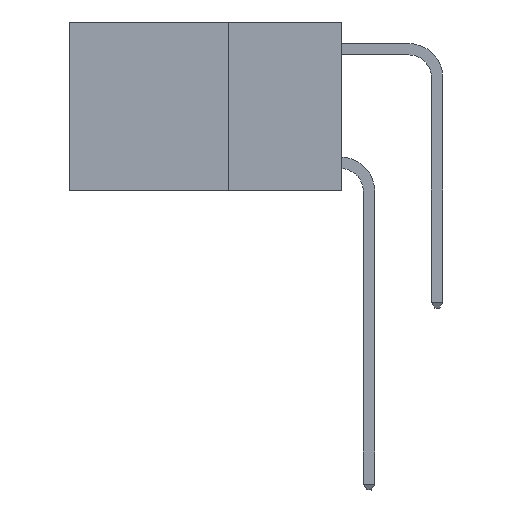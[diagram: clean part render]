
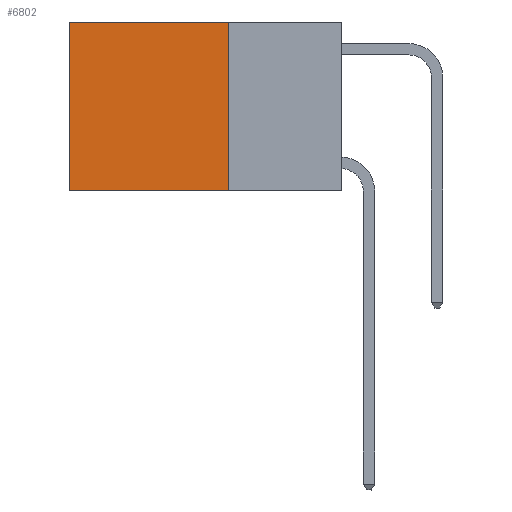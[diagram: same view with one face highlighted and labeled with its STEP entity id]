
A CAD part, left-side view. The second image highlights one B-rep face of the part: STEP entity #6802.
In plain terms, the highlighted planar face has unit normal (-1, 0, 0).
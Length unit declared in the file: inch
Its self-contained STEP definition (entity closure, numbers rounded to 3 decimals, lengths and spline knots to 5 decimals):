
#40 = CARTESIAN_POINT ( 'NONE',  ( 0.2625, 0.6, 0. ) ) ;
#517 = DIRECTION ( 'NONE',  ( 0., 1., 0. ) ) ;
#983 = VERTEX_POINT ( 'NONE', #22591 ) ;
#1803 = FACE_OUTER_BOUND ( 'NONE', #11820, .T. ) ;
#2392 = LINE ( 'NONE', #9981, #19432 ) ;
#2539 = VECTOR ( 'NONE', #23656, 39.37008 ) ;
#2911 = CARTESIAN_POINT ( 'NONE',  ( 0.2625, 0.6, 0. ) ) ;
#3406 = ORIENTED_EDGE ( 'NONE', *, *, #18141, .T. ) ;
#3540 = DIRECTION ( 'NONE',  ( 1., 0., 0. ) ) ;
#4029 = VERTEX_POINT ( 'NONE', #2911 ) ;
#4275 = LINE ( 'NONE', #17412, #23686 ) ;
#5677 = EDGE_CURVE ( 'NONE', #10379, #983, #18106, .T. ) ;
#6330 = VECTOR ( 'NONE', #7274, 39.37008 ) ;
#6802 = ADVANCED_FACE ( 'NONE', ( #1803 ), #7176, .F. ) ;
#7100 = CARTESIAN_POINT ( 'NONE',  ( 0.2625, 0.25, 0. ) ) ;
#7176 = PLANE ( 'NONE',  #7831 ) ;
#7274 = DIRECTION ( 'NONE',  ( 0., 0., -1. ) ) ;
#7780 = DIRECTION ( 'NONE',  ( 0., 1., 0. ) ) ;
#7831 = AXIS2_PLACEMENT_3D ( 'NONE', #18529, #3540, #22249 ) ;
#8257 = EDGE_CURVE ( 'NONE', #983, #12641, #4275, .T. ) ;
#8538 = EDGE_CURVE ( 'NONE', #4029, #12641, #20718, .T. ) ;
#9981 = CARTESIAN_POINT ( 'NONE',  ( 0.2625, 0.25, 0. ) ) ;
#10379 = VERTEX_POINT ( 'NONE', #15480 ) ;
#11820 = EDGE_LOOP ( 'NONE', ( #18998, #20700, #21369, #3406 ) ) ;
#12641 = VERTEX_POINT ( 'NONE', #23909 ) ;
#15480 = CARTESIAN_POINT ( 'NONE',  ( 0.2625, 0.25, 0. ) ) ;
#17412 = CARTESIAN_POINT ( 'NONE',  ( 0.2625, 0.25, -0.37 ) ) ;
#18106 = LINE ( 'NONE', #7100, #2539 ) ;
#18141 = EDGE_CURVE ( 'NONE', #10379, #4029, #2392, .T. ) ;
#18529 = CARTESIAN_POINT ( 'NONE',  ( 0.2625, 0.25, 0. ) ) ;
#18998 = ORIENTED_EDGE ( 'NONE', *, *, #8538, .T. ) ;
#19432 = VECTOR ( 'NONE', #517, 39.37008 ) ;
#20700 = ORIENTED_EDGE ( 'NONE', *, *, #8257, .F. ) ;
#20718 = LINE ( 'NONE', #40, #6330 ) ;
#21369 = ORIENTED_EDGE ( 'NONE', *, *, #5677, .F. ) ;
#22249 = DIRECTION ( 'NONE',  ( 0., 0., -1. ) ) ;
#22591 = CARTESIAN_POINT ( 'NONE',  ( 0.2625, 0.25, -0.37 ) ) ;
#23656 = DIRECTION ( 'NONE',  ( 0., 0., -1. ) ) ;
#23686 = VECTOR ( 'NONE', #7780, 39.37008 ) ;
#23909 = CARTESIAN_POINT ( 'NONE',  ( 0.2625, 0.6, -0.37 ) ) ;
